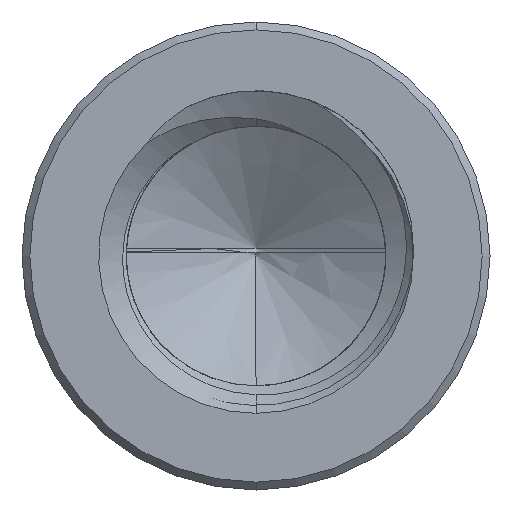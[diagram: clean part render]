
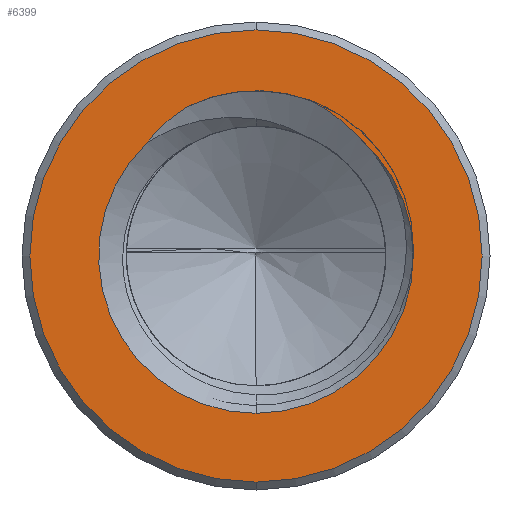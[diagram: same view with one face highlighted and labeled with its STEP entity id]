
A CAD part, front view. The second image highlights one B-rep face of the part: STEP entity #6399.
In plain terms, the highlighted planar face has unit normal (0, -1, 0).
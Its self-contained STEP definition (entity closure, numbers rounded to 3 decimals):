
#43 = VERTEX_POINT ( 'NONE', #5141 ) ;
#61 = EDGE_CURVE ( 'NONE', #7549, #4527, #124, .T. ) ;
#104 = DIRECTION ( 'NONE',  ( 0., -1., 0. ) ) ;
#124 = CIRCLE ( 'NONE', #2755, 2. ) ;
#138 = CIRCLE ( 'NONE', #4253, 2.875 ) ;
#164 = CARTESIAN_POINT ( 'NONE',  ( -1.394, -30., 1.435 ) ) ;
#235 = DIRECTION ( 'NONE',  ( 0., -1., 0. ) ) ;
#394 = FACE_OUTER_BOUND ( 'NONE', #9268, .T. ) ;
#451 = ORIENTED_EDGE ( 'NONE', *, *, #8565, .F. ) ;
#510 = B_SPLINE_CURVE_WITH_KNOTS ( 'NONE', 3,
 ( #1827, #7273, #3305, #4115, #2622, #164 ),
 .UNSPECIFIED., .F., .F.,
 ( 4, 2, 4 ),
 ( 0., 0., 0.001 ),
 .UNSPECIFIED. ) ;
#598 = PLANE ( 'NONE',  #6519 ) ;
#763 = EDGE_LOOP ( 'NONE', ( #5674, #8935, #1899, #451, #3382 ) ) ;
#1075 = CARTESIAN_POINT ( 'NONE',  ( 0., -30., 0. ) ) ;
#1111 = DIRECTION ( 'NONE',  ( 0., 0., 1. ) ) ;
#1274 = DIRECTION ( 'NONE',  ( 0., 1., 0. ) ) ;
#1290 = ORIENTED_EDGE ( 'NONE', *, *, #9642, .T. ) ;
#1663 = EDGE_CURVE ( 'NONE', #7549, #43, #5114, .T. ) ;
#1699 = CARTESIAN_POINT ( 'NONE',  ( 0., -30., -2.875 ) ) ;
#1709 = CARTESIAN_POINT ( 'NONE',  ( 1.106, -30., 1.725 ) ) ;
#1827 = CARTESIAN_POINT ( 'NONE',  ( -0.874, -30., 1.9 ) ) ;
#1899 = ORIENTED_EDGE ( 'NONE', *, *, #3862, .T. ) ;
#2095 = CARTESIAN_POINT ( 'NONE',  ( 0., -30., 2.875 ) ) ;
#2168 = VERTEX_POINT ( 'NONE', #9954 ) ;
#2193 = CARTESIAN_POINT ( 'NONE',  ( 0., -30., 0. ) ) ;
#2342 = CARTESIAN_POINT ( 'NONE',  ( 0.675, -30., 1.984 ) ) ;
#2368 = AXIS2_PLACEMENT_3D ( 'NONE', #4266, #8279, #7432 ) ;
#2474 = CARTESIAN_POINT ( 'NONE',  ( 1.276, -30., 1.54 ) ) ;
#2617 = CARTESIAN_POINT ( 'NONE',  ( -0.874, -30., 1.9 ) ) ;
#2622 = CARTESIAN_POINT ( 'NONE',  ( -1.322, -30., 1.527 ) ) ;
#2755 = AXIS2_PLACEMENT_3D ( 'NONE', #5291, #1274, #6862 ) ;
#2957 = CIRCLE ( 'NONE', #2368, 2. ) ;
#3305 = CARTESIAN_POINT ( 'NONE',  ( -1.067, -30., 1.768 ) ) ;
#3314 = DIRECTION ( 'NONE',  ( 0., 0., 1. ) ) ;
#3382 = ORIENTED_EDGE ( 'NONE', *, *, #4339, .T. ) ;
#3386 = AXIS2_PLACEMENT_3D ( 'NONE', #5752, #104, #8897 ) ;
#3862 = EDGE_CURVE ( 'NONE', #4527, #2168, #9925, .T. ) ;
#4024 = FACE_BOUND ( 'NONE', #763, .T. ) ;
#4115 = CARTESIAN_POINT ( 'NONE',  ( -1.241, -30., 1.613 ) ) ;
#4253 = AXIS2_PLACEMENT_3D ( 'NONE', #9660, #235, #3314 ) ;
#4266 = CARTESIAN_POINT ( 'NONE',  ( 0., -30., 0.101 ) ) ;
#4339 = EDGE_CURVE ( 'NONE', #5372, #43, #2957, .T. ) ;
#4527 = VERTEX_POINT ( 'NONE', #7674 ) ;
#4569 = VERTEX_POINT ( 'NONE', #2095 ) ;
#5114 = B_SPLINE_CURVE_WITH_KNOTS ( 'NONE', 3,
 ( #2474, #1709, #8039, #2342 ),
 .UNSPECIFIED., .F., .F.,
 ( 4, 4 ),
 ( 0.003, 0.004 ),
 .UNSPECIFIED. ) ;
#5141 = CARTESIAN_POINT ( 'NONE',  ( 0.675, -30., 1.984 ) ) ;
#5274 = ORIENTED_EDGE ( 'NONE', *, *, #9509, .T. ) ;
#5291 = CARTESIAN_POINT ( 'NONE',  ( 0., -30., 0. ) ) ;
#5372 = VERTEX_POINT ( 'NONE', #2617 ) ;
#5445 = DIRECTION ( 'NONE',  ( 0., 1., 0. ) ) ;
#5674 = ORIENTED_EDGE ( 'NONE', *, *, #1663, .F. ) ;
#5752 = CARTESIAN_POINT ( 'NONE',  ( 0., -30., 0. ) ) ;
#6399 = ADVANCED_FACE ( 'NONE', ( #394, #4024 ), #598, .F. ) ;
#6519 = AXIS2_PLACEMENT_3D ( 'NONE', #2193, #5445, #9344 ) ;
#6862 = DIRECTION ( 'NONE',  ( 0., 0., 1. ) ) ;
#7128 = CIRCLE ( 'NONE', #3386, 2.875 ) ;
#7273 = CARTESIAN_POINT ( 'NONE',  ( -0.974, -30., 1.838 ) ) ;
#7389 = DIRECTION ( 'NONE',  ( 0., 1., 0. ) ) ;
#7432 = DIRECTION ( 'NONE',  ( 0., 0., 1. ) ) ;
#7549 = VERTEX_POINT ( 'NONE', #9977 ) ;
#7674 = CARTESIAN_POINT ( 'NONE',  ( 0., -30., -2. ) ) ;
#7698 = AXIS2_PLACEMENT_3D ( 'NONE', #1075, #7389, #1111 ) ;
#8039 = CARTESIAN_POINT ( 'NONE',  ( 0.903, -30., 1.875 ) ) ;
#8279 = DIRECTION ( 'NONE',  ( 0., 1., 0. ) ) ;
#8565 = EDGE_CURVE ( 'NONE', #5372, #2168, #510, .T. ) ;
#8897 = DIRECTION ( 'NONE',  ( 0., 0., 1. ) ) ;
#8935 = ORIENTED_EDGE ( 'NONE', *, *, #61, .T. ) ;
#9268 = EDGE_LOOP ( 'NONE', ( #1290, #5274 ) ) ;
#9344 = DIRECTION ( 'NONE',  ( 0., 0., 1. ) ) ;
#9509 = EDGE_CURVE ( 'NONE', #10132, #4569, #138, .T. ) ;
#9642 = EDGE_CURVE ( 'NONE', #4569, #10132, #7128, .T. ) ;
#9660 = CARTESIAN_POINT ( 'NONE',  ( 0., -30., 0. ) ) ;
#9925 = CIRCLE ( 'NONE', #7698, 2. ) ;
#9954 = CARTESIAN_POINT ( 'NONE',  ( -1.394, -30., 1.435 ) ) ;
#9977 = CARTESIAN_POINT ( 'NONE',  ( 1.276, -30., 1.54 ) ) ;
#10132 = VERTEX_POINT ( 'NONE', #1699 ) ;
